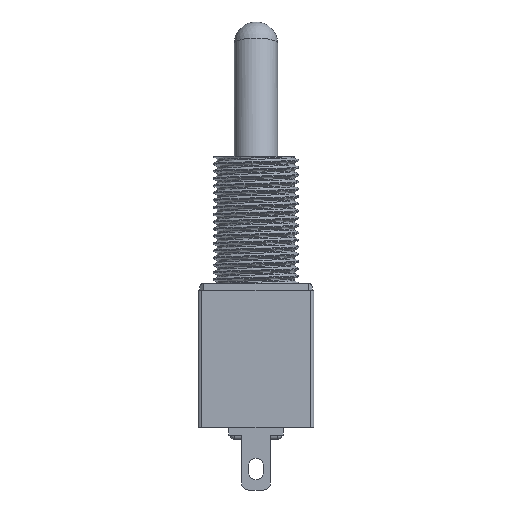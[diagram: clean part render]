
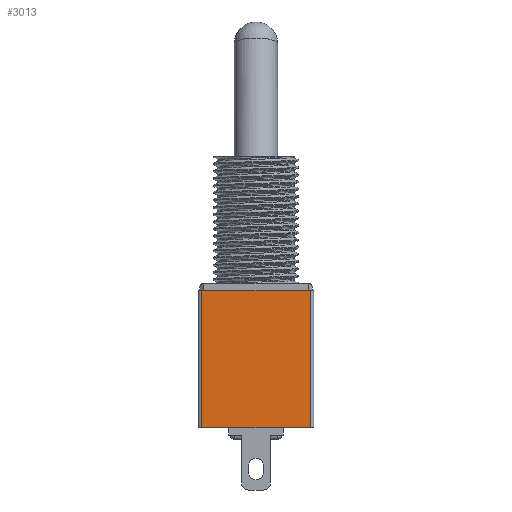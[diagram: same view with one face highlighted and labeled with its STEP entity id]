
A CAD part, left-side view. The second image highlights one B-rep face of the part: STEP entity #3013.
In plain terms, the highlighted planar face has unit normal (-1, 0, 0).
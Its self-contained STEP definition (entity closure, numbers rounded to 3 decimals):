
#45=PLANE('',#3222);
#164=FACE_OUTER_BOUND('',#335,.T.);
#335=EDGE_LOOP('',(#2148,#2149,#2150,#2151));
#686=LINE('',#5735,#957);
#717=LINE('',#5820,#988);
#718=LINE('',#5823,#989);
#727=LINE('',#5841,#998);
#957=VECTOR('',#3580,10.);
#988=VECTOR('',#3639,10.);
#989=VECTOR('',#3642,10.);
#998=VECTOR('',#3655,10.);
#1278=VERTEX_POINT('',#5732);
#1279=VERTEX_POINT('',#5734);
#1318=VERTEX_POINT('',#5816);
#1320=VERTEX_POINT('',#5822);
#1604=EDGE_CURVE('',#1279,#1278,#686,.T.);
#1647=EDGE_CURVE('',#1279,#1318,#717,.T.);
#1648=EDGE_CURVE('',#1318,#1320,#718,.T.);
#1658=EDGE_CURVE('',#1320,#1278,#727,.T.);
#2148=ORIENTED_EDGE('',*,*,#1647,.F.);
#2149=ORIENTED_EDGE('',*,*,#1604,.T.);
#2150=ORIENTED_EDGE('',*,*,#1658,.F.);
#2151=ORIENTED_EDGE('',*,*,#1648,.F.);
#3013=ADVANCED_FACE('',(#164),#45,.T.);
#3222=AXIS2_PLACEMENT_3D('',#5840,#3653,#3654);
#3580=DIRECTION('',(0.,-1.,0.));
#3639=DIRECTION('',(0.,0.,1.));
#3642=DIRECTION('',(0.,-1.,0.));
#3653=DIRECTION('center_axis',(-1.,0.,0.));
#3654=DIRECTION('ref_axis',(0.,-1.,0.));
#3655=DIRECTION('',(0.,0.,-1.));
#5732=CARTESIAN_POINT('',(0.,0.25,0.));
#5734=CARTESIAN_POINT('',(0.,7.75,0.));
#5735=CARTESIAN_POINT('',(0.,8.,0.));
#5816=CARTESIAN_POINT('',(0.,7.75,9.5));
#5820=CARTESIAN_POINT('',(0.,7.75,0.));
#5822=CARTESIAN_POINT('',(0.,0.25,9.5));
#5823=CARTESIAN_POINT('',(0.,8.,9.5));
#5840=CARTESIAN_POINT('Origin',(0.,8.,0.));
#5841=CARTESIAN_POINT('',(0.,0.25,0.));
